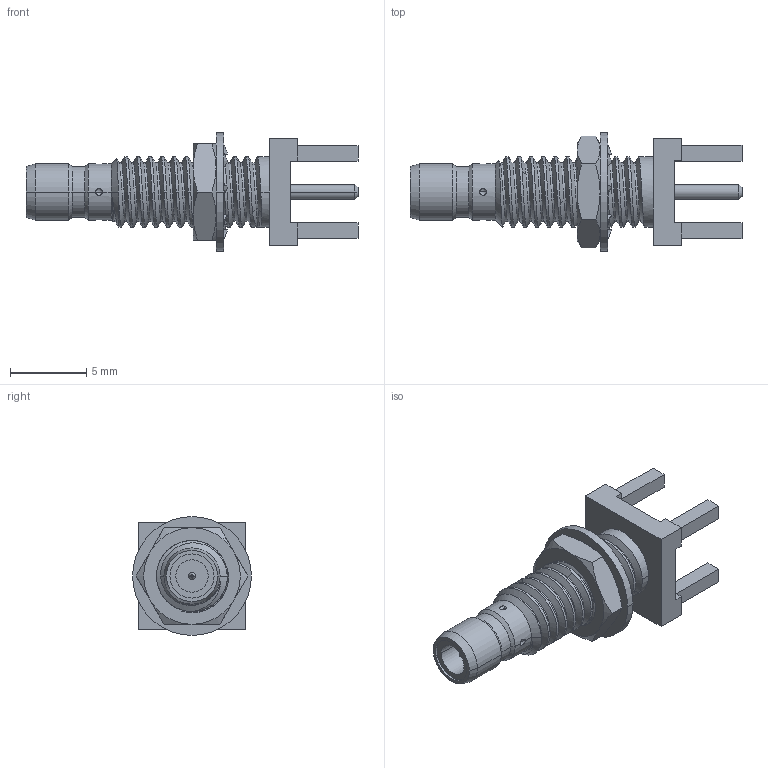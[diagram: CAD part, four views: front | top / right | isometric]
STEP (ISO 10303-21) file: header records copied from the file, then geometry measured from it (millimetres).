
FILE_DESCRIPTION((''),'2;1');
FILE_NAME('SMB1451B1-007-3GT30G-_SW0001','2020-04-15T',('Viji'),(''),'CREO PARAMETRIC BY PTC INC, 2018360','CREO PARAMETRIC BY PTC INC, 2018360','');
FILE_SCHEMA(('CONFIG_CONTROL_DESIGN'));
Length unit declared in the file: inch
Products named in the file (1): SMB1451B1-007-3GT30G-_SW0001
Bounding box: 21.8 x 7.8 x 7.8 mm (x, y, z)
Volume: 321.6 mm3; surface area: 672.5 mm2
Topology: 1 solids, 1 shells, 229 faces, 624 edges, 384 vertices
Faces by surface type: bspline 69, plane 63, cylinder 61, cone 28, sphere 8
Entity records: 15012 total; most frequent: CARTESIAN_POINT 9752, ORIENTED_EDGE 1232, DIRECTION 850, EDGE_CURVE 616, VERTEX_POINT 384, VECTOR 294, LINE 294, AXIS2_PLACEMENT_3D 278
